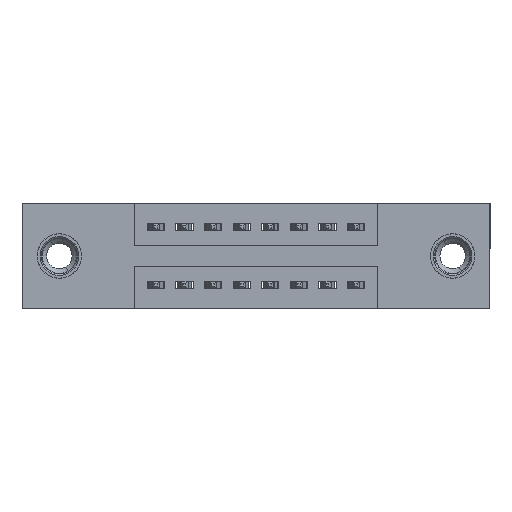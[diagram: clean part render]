
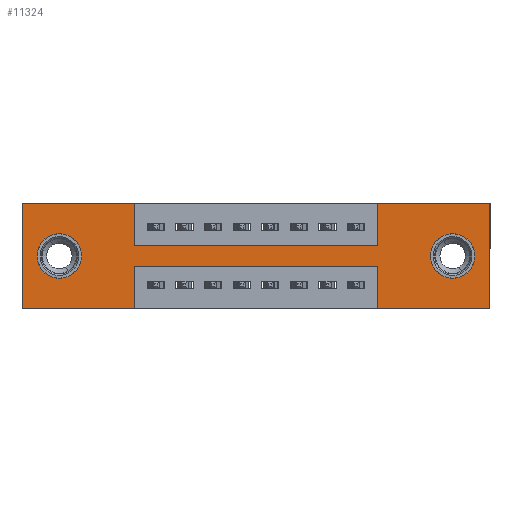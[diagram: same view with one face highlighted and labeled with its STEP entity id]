
A CAD part, front view. The second image highlights one B-rep face of the part: STEP entity #11324.
In plain terms, the highlighted planar face has unit normal (0, -1, 0).
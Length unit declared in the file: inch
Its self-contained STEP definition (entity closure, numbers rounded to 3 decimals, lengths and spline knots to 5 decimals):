
#180 = VECTOR ( 'NONE', #599, 39.37008 ) ;
#464 = DIRECTION ( 'NONE',  ( 0., 0., -1. ) ) ;
#465 = ORIENTED_EDGE ( 'NONE', *, *, #11346, .T. ) ;
#599 = DIRECTION ( 'NONE',  ( -1., 0., 0. ) ) ;
#601 = DIRECTION ( 'NONE',  ( 0., 1., 0. ) ) ;
#664 = CARTESIAN_POINT ( 'NONE',  ( 1.2425, 0., -0.15 ) ) ;
#757 = EDGE_CURVE ( 'NONE', #7267, #12958, #7180, .T. ) ;
#923 = LINE ( 'NONE', #4592, #3133 ) ;
#957 = DIRECTION ( 'NONE',  ( 0., 0., 1. ) ) ;
#1126 = AXIS2_PLACEMENT_3D ( 'NONE', #1507, #7556, #5699 ) ;
#1369 = CARTESIAN_POINT ( 'NONE',  ( 0.3925, 0., -0.22 ) ) ;
#1504 = VECTOR ( 'NONE', #9384, 39.37008 ) ;
#1507 = CARTESIAN_POINT ( 'NONE',  ( 1.505, 0., -0.185 ) ) ;
#1508 = CARTESIAN_POINT ( 'NONE',  ( 1.505, 0., -0.107 ) ) ;
#1538 = VECTOR ( 'NONE', #4864, 39.37008 ) ;
#1656 = ORIENTED_EDGE ( 'NONE', *, *, #2409, .F. ) ;
#1683 = FACE_OUTER_BOUND ( 'NONE', #11581, .T. ) ;
#1706 = CARTESIAN_POINT ( 'NONE',  ( 0., 0., -0.37 ) ) ;
#1934 = CARTESIAN_POINT ( 'NONE',  ( 1.2425, 0., 0. ) ) ;
#2016 = CIRCLE ( 'NONE', #10358, 0.078 ) ;
#2124 = VECTOR ( 'NONE', #5904, 39.37008 ) ;
#2409 = EDGE_CURVE ( 'NONE', #12726, #8968, #6927, .T. ) ;
#2523 = CARTESIAN_POINT ( 'NONE',  ( 0.3925, 0., 0. ) ) ;
#2587 = ORIENTED_EDGE ( 'NONE', *, *, #7087, .F. ) ;
#2733 = VERTEX_POINT ( 'NONE', #6738 ) ;
#2934 = LINE ( 'NONE', #1369, #1504 ) ;
#3133 = VECTOR ( 'NONE', #8012, 39.37008 ) ;
#3286 = LINE ( 'NONE', #3616, #12889 ) ;
#3424 = FACE_BOUND ( 'NONE', #10723, .T. ) ;
#3446 = VERTEX_POINT ( 'NONE', #12315 ) ;
#3538 = DIRECTION ( 'NONE',  ( 0., 0., -1. ) ) ;
#3540 = CARTESIAN_POINT ( 'NONE',  ( 0., 0., -0.37 ) ) ;
#3592 = LINE ( 'NONE', #10874, #1538 ) ;
#3616 = CARTESIAN_POINT ( 'NONE',  ( 0.3925, 0., -0.37 ) ) ;
#3629 = LINE ( 'NONE', #1706, #11041 ) ;
#3640 = EDGE_CURVE ( 'NONE', #8968, #8382, #12760, .T. ) ;
#3745 = VECTOR ( 'NONE', #12850, 39.37008 ) ;
#3748 = LINE ( 'NONE', #9825, #5444 ) ;
#3749 = ORIENTED_EDGE ( 'NONE', *, *, #6721, .F. ) ;
#3791 = EDGE_CURVE ( 'NONE', #2733, #6204, #3629, .T. ) ;
#3915 = CARTESIAN_POINT ( 'NONE',  ( 1.2425, 0., 0. ) ) ;
#4332 = EDGE_CURVE ( 'NONE', #5160, #5239, #4851, .T. ) ;
#4592 = CARTESIAN_POINT ( 'NONE',  ( 0., 0., 0. ) ) ;
#4616 = CARTESIAN_POINT ( 'NONE',  ( 1.635, 0., 0. ) ) ;
#4638 = LINE ( 'NONE', #9924, #2124 ) ;
#4672 = CIRCLE ( 'NONE', #8963, 0.078 ) ;
#4686 = CARTESIAN_POINT ( 'NONE',  ( 0., 0., -0.37 ) ) ;
#4765 = DIRECTION ( 'NONE',  ( 0., 0., -1. ) ) ;
#4851 = LINE ( 'NONE', #12676, #9742 ) ;
#4864 = DIRECTION ( 'NONE',  ( 1., 0., 0. ) ) ;
#4885 = EDGE_CURVE ( 'NONE', #5362, #3446, #2016, .T. ) ;
#5093 = ORIENTED_EDGE ( 'NONE', *, *, #12964, .T. ) ;
#5110 = ORIENTED_EDGE ( 'NONE', *, *, #8856, .F. ) ;
#5160 = VERTEX_POINT ( 'NONE', #2523 ) ;
#5239 = VERTEX_POINT ( 'NONE', #5844 ) ;
#5362 = VERTEX_POINT ( 'NONE', #7793 ) ;
#5405 = EDGE_CURVE ( 'NONE', #6204, #8760, #3748, .T. ) ;
#5444 = VECTOR ( 'NONE', #957, 39.37008 ) ;
#5520 = CARTESIAN_POINT ( 'NONE',  ( 0.3925, 0., -0.22 ) ) ;
#5587 = DIRECTION ( 'NONE',  ( 0., -1., 0. ) ) ;
#5681 = DIRECTION ( 'NONE',  ( 0., 0., 1. ) ) ;
#5689 = AXIS2_PLACEMENT_3D ( 'NONE', #12575, #601, #464 ) ;
#5699 = DIRECTION ( 'NONE',  ( 0., 0., -1. ) ) ;
#5729 = CARTESIAN_POINT ( 'NONE',  ( 0.13, 0., -0.185 ) ) ;
#5731 = DIRECTION ( 'NONE',  ( 0., 1., 0. ) ) ;
#5844 = CARTESIAN_POINT ( 'NONE',  ( 0.3925, 0., -0.15 ) ) ;
#5904 = DIRECTION ( 'NONE',  ( 1., 0., 0. ) ) ;
#6204 = VERTEX_POINT ( 'NONE', #3540 ) ;
#6286 = CARTESIAN_POINT ( 'NONE',  ( 1.635, 0., -0.37 ) ) ;
#6527 = ORIENTED_EDGE ( 'NONE', *, *, #5405, .F. ) ;
#6526 = AXIS2_PLACEMENT_3D ( 'NONE', #4686, #5587, #4765 ) ;
#6618 = VECTOR ( 'NONE', #12528, 39.37008 ) ;
#6721 = EDGE_CURVE ( 'NONE', #9348, #8041, #2934, .T. ) ;
#6738 = CARTESIAN_POINT ( 'NONE',  ( 0.3925, 0., -0.37 ) ) ;
#6739 = DIRECTION ( 'NONE',  ( 0., 1., 0. ) ) ;
#6882 = CARTESIAN_POINT ( 'NONE',  ( 0., 0., -0.37 ) ) ;
#6927 = LINE ( 'NONE', #4616, #6618 ) ;
#7087 = EDGE_CURVE ( 'NONE', #5239, #11318, #4638, .T. ) ;
#7180 = CIRCLE ( 'NONE', #1126, 0.078 ) ;
#7182 = CARTESIAN_POINT ( 'NONE',  ( 0.13, 0., -0.185 ) ) ;
#7197 = CARTESIAN_POINT ( 'NONE',  ( 1.505, 0., -0.263 ) ) ;
#7267 = VERTEX_POINT ( 'NONE', #7197 ) ;
#7321 = FACE_BOUND ( 'NONE', #8144, .T. ) ;
#7326 = ORIENTED_EDGE ( 'NONE', *, *, #4332, .F. ) ;
#7520 = EDGE_CURVE ( 'NONE', #8760, #5160, #923, .T. ) ;
#7556 = DIRECTION ( 'NONE',  ( 0., 1., 0. ) ) ;
#7663 = DIRECTION ( 'NONE',  ( 0., 0., 1. ) ) ;
#7793 = CARTESIAN_POINT ( 'NONE',  ( 0.13, 0., -0.263 ) ) ;
#7910 = ORIENTED_EDGE ( 'NONE', *, *, #10778, .F. ) ;
#7982 = ORIENTED_EDGE ( 'NONE', *, *, #10667, .F. ) ;
#8012 = DIRECTION ( 'NONE',  ( 1., 0., 0. ) ) ;
#8041 = VERTEX_POINT ( 'NONE', #5520 ) ;
#8144 = EDGE_LOOP ( 'NONE', ( #465, #10549 ) ) ;
#8382 = VERTEX_POINT ( 'NONE', #12303 ) ;
#8480 = LINE ( 'NONE', #12932, #8499 ) ;
#8499 = VECTOR ( 'NONE', #10827, 39.37008 ) ;
#8688 = CARTESIAN_POINT ( 'NONE',  ( 0., 0., 0. ) ) ;
#8760 = VERTEX_POINT ( 'NONE', #8688 ) ;
#8826 = ORIENTED_EDGE ( 'NONE', *, *, #3640, .F. ) ;
#8856 = EDGE_CURVE ( 'NONE', #8382, #9348, #8480, .T. ) ;
#8899 = DIRECTION ( 'NONE',  ( -1., 0., 0. ) ) ;
#8963 = AXIS2_PLACEMENT_3D ( 'NONE', #5729, #6739, #5681 ) ;
#8968 = VERTEX_POINT ( 'NONE', #6286 ) ;
#9348 = VERTEX_POINT ( 'NONE', #12415 ) ;
#9384 = DIRECTION ( 'NONE',  ( -1., 0., 0. ) ) ;
#9742 = VECTOR ( 'NONE', #3538, 39.37008 ) ;
#9806 = CIRCLE ( 'NONE', #5689, 0.078 ) ;
#9825 = CARTESIAN_POINT ( 'NONE',  ( 0., 0., 0. ) ) ;
#9924 = CARTESIAN_POINT ( 'NONE',  ( 0.3925, 0., -0.15 ) ) ;
#10358 = AXIS2_PLACEMENT_3D ( 'NONE', #7182, #5731, #7663 ) ;
#10549 = ORIENTED_EDGE ( 'NONE', *, *, #4885, .T. ) ;
#10572 = DIRECTION ( 'NONE',  ( 0., 0., -1. ) ) ;
#10667 = EDGE_CURVE ( 'NONE', #8041, #2733, #3286, .T. ) ;
#10723 = EDGE_LOOP ( 'NONE', ( #5093, #12371 ) ) ;
#10763 = EDGE_CURVE ( 'NONE', #10937, #12726, #3592, .T. ) ;
#10778 = EDGE_CURVE ( 'NONE', #11318, #10937, #11000, .T. ) ;
#10827 = DIRECTION ( 'NONE',  ( 0., 0., 1. ) ) ;
#10874 = CARTESIAN_POINT ( 'NONE',  ( 0., 0., 0. ) ) ;
#10937 = VERTEX_POINT ( 'NONE', #1934 ) ;
#11000 = LINE ( 'NONE', #3915, #3745 ) ;
#11041 = VECTOR ( 'NONE', #8899, 39.37008 ) ;
#11318 = VERTEX_POINT ( 'NONE', #664 ) ;
#11324 = ADVANCED_FACE ( 'NONE', ( #3424, #7321, #1683 ), #11691, .T. ) ;
#11330 = ORIENTED_EDGE ( 'NONE', *, *, #10763, .F. ) ;
#11346 = EDGE_CURVE ( 'NONE', #3446, #5362, #4672, .T. ) ;
#11581 = EDGE_LOOP ( 'NONE', ( #7982, #3749, #5110, #8826, #1656, #11330, #7910, #2587, #7326, #11993, #6527, #12297 ) ) ;
#11691 = PLANE ( 'NONE',  #6526 ) ;
#11993 = ORIENTED_EDGE ( 'NONE', *, *, #7520, .F. ) ;
#12233 = CARTESIAN_POINT ( 'NONE',  ( 1.635, 0., 0. ) ) ;
#12297 = ORIENTED_EDGE ( 'NONE', *, *, #3791, .F. ) ;
#12303 = CARTESIAN_POINT ( 'NONE',  ( 1.2425, 0., -0.37 ) ) ;
#12315 = CARTESIAN_POINT ( 'NONE',  ( 0.13, 0., -0.107 ) ) ;
#12371 = ORIENTED_EDGE ( 'NONE', *, *, #757, .T. ) ;
#12415 = CARTESIAN_POINT ( 'NONE',  ( 1.2425, 0., -0.22 ) ) ;
#12528 = DIRECTION ( 'NONE',  ( 0., 0., -1. ) ) ;
#12575 = CARTESIAN_POINT ( 'NONE',  ( 1.505, 0., -0.185 ) ) ;
#12676 = CARTESIAN_POINT ( 'NONE',  ( 0.3925, 0., 0. ) ) ;
#12726 = VERTEX_POINT ( 'NONE', #12233 ) ;
#12760 = LINE ( 'NONE', #6882, #180 ) ;
#12850 = DIRECTION ( 'NONE',  ( 0., 0., 1. ) ) ;
#12889 = VECTOR ( 'NONE', #10572, 39.37008 ) ;
#12932 = CARTESIAN_POINT ( 'NONE',  ( 1.2425, 0., -0.37 ) ) ;
#12958 = VERTEX_POINT ( 'NONE', #1508 ) ;
#12964 = EDGE_CURVE ( 'NONE', #12958, #7267, #9806, .T. ) ;
